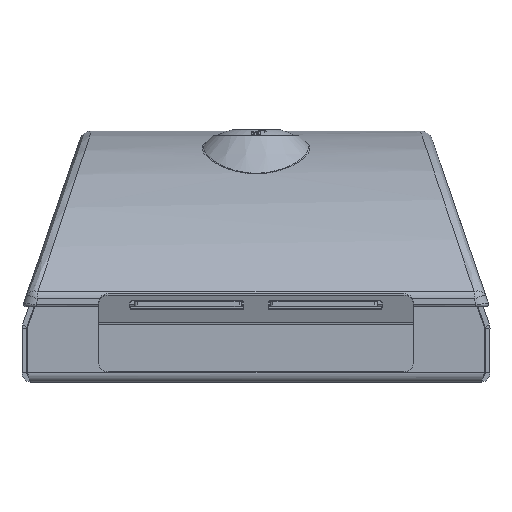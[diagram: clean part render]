
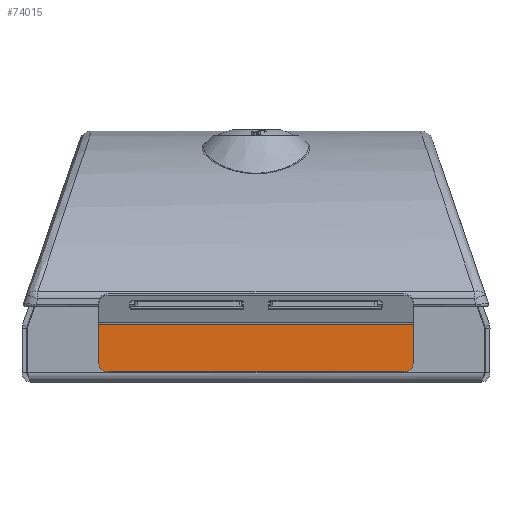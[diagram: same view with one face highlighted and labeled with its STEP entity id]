
A CAD part, front view. The second image highlights one B-rep face of the part: STEP entity #74015.
In plain terms, the highlighted planar face has unit normal (0, -1, 0).
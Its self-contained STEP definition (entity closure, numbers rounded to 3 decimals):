
#451 = DIRECTION ( 'NONE',  ( 0., 0., 1. ) ) ;
#627 = VERTEX_POINT ( 'NONE', #24021 ) ;
#4056 = CARTESIAN_POINT ( 'NONE',  ( 31.55, -141., 24.036 ) ) ;
#5797 = FACE_OUTER_BOUND ( 'NONE', #58418, .T. ) ;
#11022 = DIRECTION ( 'NONE',  ( 1., 0., 0. ) ) ;
#11356 = ORIENTED_EDGE ( 'NONE', *, *, #43961, .F. ) ;
#11747 = CARTESIAN_POINT ( 'NONE',  ( 157.55, -141., 8.3 ) ) ;
#12488 = VECTOR ( 'NONE', #47568, 1000. ) ;
#13479 = CARTESIAN_POINT ( 'NONE',  ( 35.55, -141., 8.3 ) ) ;
#16486 = CARTESIAN_POINT ( 'NONE',  ( 31.55, -141., 24.036 ) ) ;
#19009 = DIRECTION ( 'NONE',  ( 0., 0., 1. ) ) ;
#19900 = VERTEX_POINT ( 'NONE', #16486 ) ;
#20053 = LINE ( 'NONE', #4056, #76510 ) ;
#22666 = ORIENTED_EDGE ( 'NONE', *, *, #67489, .F. ) ;
#24021 = CARTESIAN_POINT ( 'NONE',  ( 157.55, -141., 4.3 ) ) ;
#24956 = EDGE_CURVE ( 'NONE', #41158, #627, #32373, .T. ) ;
#26978 = DIRECTION ( 'NONE',  ( 1., 0., 0. ) ) ;
#31728 = LINE ( 'NONE', #91957, #12488 ) ;
#32373 = LINE ( 'NONE', #34245, #32472 ) ;
#32472 = VECTOR ( 'NONE', #26978, 1000. ) ;
#34245 = CARTESIAN_POINT ( 'NONE',  ( 31.55, -141., 4.3 ) ) ;
#35042 = ORIENTED_EDGE ( 'NONE', *, *, #24956, .T. ) ;
#35520 = VECTOR ( 'NONE', #451, 1000. ) ;
#37000 = DIRECTION ( 'NONE',  ( 0., 1., 0. ) ) ;
#41158 = VERTEX_POINT ( 'NONE', #50360 ) ;
#42267 = CIRCLE ( 'NONE', #54512, 4. ) ;
#43961 = EDGE_CURVE ( 'NONE', #52967, #19900, #31728, .T. ) ;
#46277 = VERTEX_POINT ( 'NONE', #48890 ) ;
#46776 = VERTEX_POINT ( 'NONE', #82157 ) ;
#47568 = DIRECTION ( 'NONE',  ( 0., 0., 1. ) ) ;
#48890 = CARTESIAN_POINT ( 'NONE',  ( 161.55, -141., 8.3 ) ) ;
#50360 = CARTESIAN_POINT ( 'NONE',  ( 35.55, -141., 4.3 ) ) ;
#52417 = LINE ( 'NONE', #86589, #35520 ) ;
#52967 = VERTEX_POINT ( 'NONE', #54259 ) ;
#54259 = CARTESIAN_POINT ( 'NONE',  ( 31.55, -141., 8.3 ) ) ;
#54512 = AXIS2_PLACEMENT_3D ( 'NONE', #11747, #83719, #19009 ) ;
#58418 = EDGE_LOOP ( 'NONE', ( #35042, #62634, #63558, #22666, #11356, #82419 ) ) ;
#62345 = CIRCLE ( 'NONE', #89412, 4. ) ;
#62634 = ORIENTED_EDGE ( 'NONE', *, *, #72249, .T. ) ;
#63343 = DIRECTION ( 'NONE',  ( 0., 0., 1. ) ) ;
#63558 = ORIENTED_EDGE ( 'NONE', *, *, #79193, .T. ) ;
#67489 = EDGE_CURVE ( 'NONE', #19900, #46776, #20053, .T. ) ;
#69662 = AXIS2_PLACEMENT_3D ( 'NONE', #87141, #37000, #88972 ) ;
#72249 = EDGE_CURVE ( 'NONE', #627, #46277, #42267, .T. ) ;
#74015 = ADVANCED_FACE ( 'NONE', ( #5797 ), #79593, .F. ) ;
#76510 = VECTOR ( 'NONE', #11022, 1000. ) ;
#77549 = DIRECTION ( 'NONE',  ( 0., -1., 0. ) ) ;
#79193 = EDGE_CURVE ( 'NONE', #46277, #46776, #52417, .T. ) ;
#79593 = PLANE ( 'NONE',  #69662 ) ;
#80687 = EDGE_CURVE ( 'NONE', #52967, #41158, #62345, .T. ) ;
#82157 = CARTESIAN_POINT ( 'NONE',  ( 161.55, -141., 24.036 ) ) ;
#82419 = ORIENTED_EDGE ( 'NONE', *, *, #80687, .T. ) ;
#83719 = DIRECTION ( 'NONE',  ( 0., -1., 0. ) ) ;
#86589 = CARTESIAN_POINT ( 'NONE',  ( 161.55, -141., 24.036 ) ) ;
#87141 = CARTESIAN_POINT ( 'NONE',  ( 31.55, -141., 24.036 ) ) ;
#88972 = DIRECTION ( 'NONE',  ( 0., 0., 1. ) ) ;
#89412 = AXIS2_PLACEMENT_3D ( 'NONE', #13479, #77549, #63343 ) ;
#91957 = CARTESIAN_POINT ( 'NONE',  ( 31.55, -141., 24.036 ) ) ;
